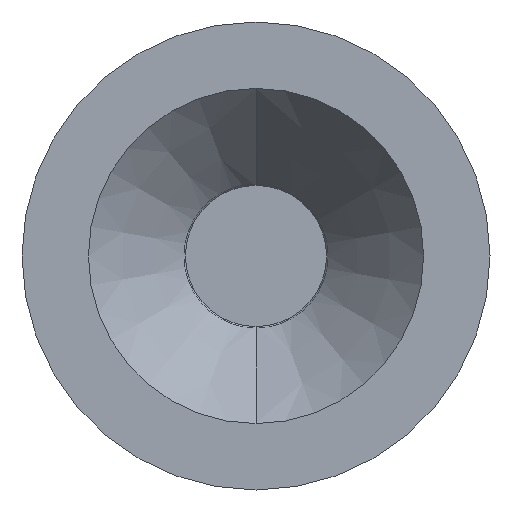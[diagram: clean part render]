
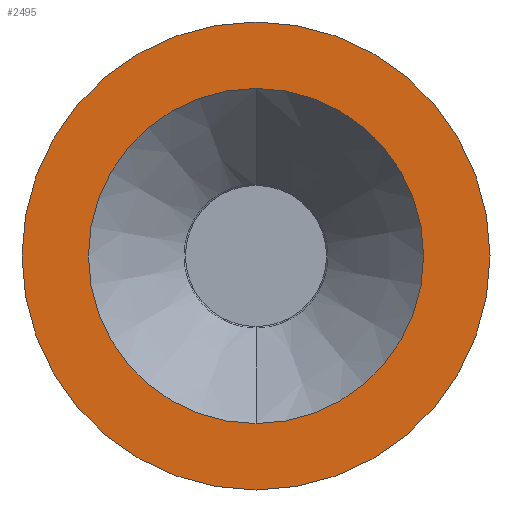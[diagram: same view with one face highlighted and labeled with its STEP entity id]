
A CAD part, front view. The second image highlights one B-rep face of the part: STEP entity #2495.
In plain terms, the highlighted planar face has unit normal (0, -1, 0).
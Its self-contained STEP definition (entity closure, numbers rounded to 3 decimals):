
#89 = CARTESIAN_POINT ( 'NONE',  ( 0., 0., 0. ) ) ;
#560 = PLANE ( 'NONE',  #5806 ) ;
#562 = DIRECTION ( 'NONE',  ( 0., 0., -1. ) ) ;
#768 = VERTEX_POINT ( 'NONE', #5422 ) ;
#843 = AXIS2_PLACEMENT_3D ( 'NONE', #2332, #5567, #2813 ) ;
#937 = CARTESIAN_POINT ( 'NONE',  ( 0., 0., 0. ) ) ;
#946 = AXIS2_PLACEMENT_3D ( 'NONE', #4578, #1587, #4828 ) ;
#1421 = DIRECTION ( 'NONE',  ( 0., 0., -1. ) ) ;
#1587 = DIRECTION ( 'NONE',  ( 0., 1., 0. ) ) ;
#1599 = VERTEX_POINT ( 'NONE', #2287 ) ;
#1692 = ORIENTED_EDGE ( 'NONE', *, *, #4641, .F. ) ;
#1771 = EDGE_LOOP ( 'NONE', ( #2810, #1692 ) ) ;
#1952 = AXIS2_PLACEMENT_3D ( 'NONE', #937, #4195, #1421 ) ;
#1963 = CARTESIAN_POINT ( 'NONE',  ( 0., 0., 0. ) ) ;
#1974 = CIRCLE ( 'NONE', #946, 40.5 ) ;
#2125 = VERTEX_POINT ( 'NONE', #3637 ) ;
#2146 = EDGE_CURVE ( 'NONE', #1599, #768, #1974, .T. ) ;
#2184 = AXIS2_PLACEMENT_3D ( 'NONE', #89, #3337, #562 ) ;
#2287 = CARTESIAN_POINT ( 'NONE',  ( 0., 0., 40.5 ) ) ;
#2332 = CARTESIAN_POINT ( 'NONE',  ( 0., 0., 0. ) ) ;
#2400 = EDGE_CURVE ( 'NONE', #768, #1599, #4361, .T. ) ;
#2436 = DIRECTION ( 'NONE',  ( 0., 0., 1. ) ) ;
#2495 = ADVANCED_FACE ( 'NONE', ( #4864, #3643 ), #560, .F. ) ;
#2682 = CARTESIAN_POINT ( 'NONE',  ( 0., 0., 29. ) ) ;
#2739 = CIRCLE ( 'NONE', #2184, 29. ) ;
#2810 = ORIENTED_EDGE ( 'NONE', *, *, #4151, .F. ) ;
#2813 = DIRECTION ( 'NONE',  ( 0., 0., 1. ) ) ;
#3017 = ORIENTED_EDGE ( 'NONE', *, *, #2146, .F. ) ;
#3337 = DIRECTION ( 'NONE',  ( 0., -1., 0. ) ) ;
#3637 = CARTESIAN_POINT ( 'NONE',  ( 0., 0., -29. ) ) ;
#3643 = FACE_OUTER_BOUND ( 'NONE', #5359, .T. ) ;
#4105 = ORIENTED_EDGE ( 'NONE', *, *, #2400, .F. ) ;
#4151 = EDGE_CURVE ( 'NONE', #2125, #5579, #2739, .T. ) ;
#4195 = DIRECTION ( 'NONE',  ( 0., -1., 0. ) ) ;
#4361 = CIRCLE ( 'NONE', #843, 40.5 ) ;
#4578 = CARTESIAN_POINT ( 'NONE',  ( 0., 0., 0. ) ) ;
#4641 = EDGE_CURVE ( 'NONE', #5579, #2125, #5984, .T. ) ;
#4828 = DIRECTION ( 'NONE',  ( 0., 0., 1. ) ) ;
#4864 = FACE_BOUND ( 'NONE', #1771, .T. ) ;
#5193 = DIRECTION ( 'NONE',  ( 0., 1., 0. ) ) ;
#5359 = EDGE_LOOP ( 'NONE', ( #4105, #3017 ) ) ;
#5422 = CARTESIAN_POINT ( 'NONE',  ( 0., 0., -40.5 ) ) ;
#5567 = DIRECTION ( 'NONE',  ( 0., 1., 0. ) ) ;
#5579 = VERTEX_POINT ( 'NONE', #2682 ) ;
#5806 = AXIS2_PLACEMENT_3D ( 'NONE', #1963, #5193, #2436 ) ;
#5984 = CIRCLE ( 'NONE', #1952, 29. ) ;
